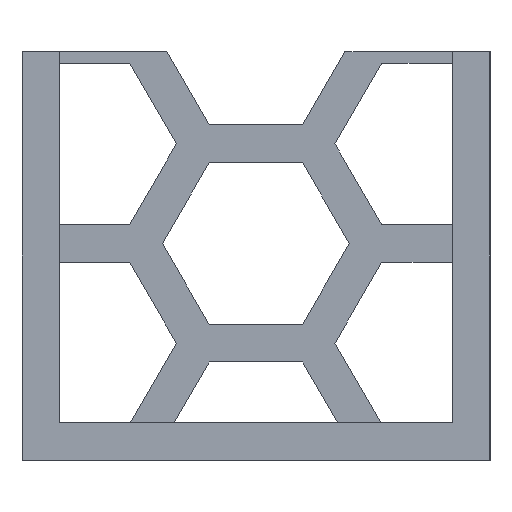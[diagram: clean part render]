
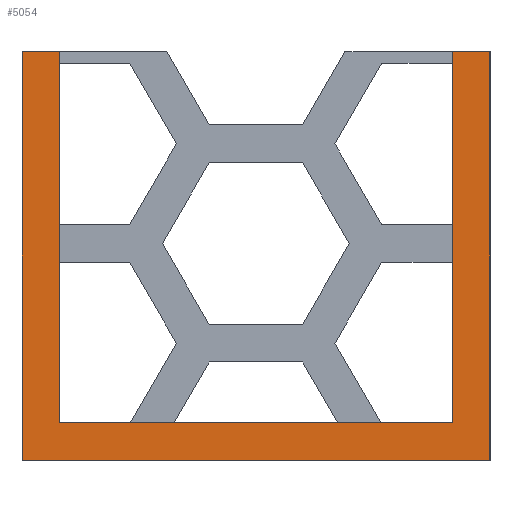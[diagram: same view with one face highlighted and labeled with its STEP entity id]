
A CAD part, left-side view. The second image highlights one B-rep face of the part: STEP entity #5054.
In plain terms, the highlighted planar face has unit normal (-1, 0, 0).
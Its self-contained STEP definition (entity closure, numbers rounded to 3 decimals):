
#2646=CARTESIAN_POINT('',(721.05,-104.255,-17.));
#2647=VERTEX_POINT('',#2646);
#2654=CARTESIAN_POINT('',(721.05,-146.255,-17.));
#2655=VERTEX_POINT('',#2654);
#2656=CARTESIAN_POINT('',(721.05,-104.255,-17.));
#2657=DIRECTION('',(0.,-1.,0.));
#2658=VECTOR('',#2657,42.);
#2659=LINE('',#2656,#2658);
#2660=EDGE_CURVE('',#2647,#2655,#2659,.T.);
#3952=CARTESIAN_POINT('',(721.05,-100.255,-21.));
#3953=VERTEX_POINT('',#3952);
#3960=CARTESIAN_POINT('',(721.05,-150.255,-21.));
#3961=VERTEX_POINT('',#3960);
#3968=CARTESIAN_POINT('',(721.05,-100.255,-21.));
#3969=DIRECTION('',(0.,-1.,0.));
#3970=VECTOR('',#3969,50.);
#3971=LINE('',#3968,#3970);
#3972=EDGE_CURVE('',#3953,#3961,#3971,.T.);
#4716=CARTESIAN_POINT('',(721.05,-100.255,22.65));
#4717=VERTEX_POINT('',#4716);
#4718=CARTESIAN_POINT('',(721.05,-100.255,22.65));
#4719=DIRECTION('',(0.,-0.,-1.));
#4720=VECTOR('',#4719,43.65);
#4721=LINE('',#4718,#4720);
#4722=EDGE_CURVE('',#4717,#3953,#4721,.T.);
#4970=CARTESIAN_POINT('',(721.05,-104.255,22.65));
#4971=VERTEX_POINT('',#4970);
#4980=CARTESIAN_POINT('',(721.05,-104.255,22.65));
#4981=DIRECTION('',(0.,-0.,-1.));
#4982=VECTOR('',#4981,39.65);
#4983=LINE('',#4980,#4982);
#4984=EDGE_CURVE('',#4971,#2647,#4983,.T.);
#5015=CARTESIAN_POINT('',(721.05,-100.255,103.));
#5016=DIRECTION('',(-1.,0.,0.));
#5017=DIRECTION('',(0.,-1.,0.));
#5018=AXIS2_PLACEMENT_3D('',#5015,#5016,#5017);
#5019=PLANE('',#5018);
#5020=CARTESIAN_POINT('',(721.05,-150.255,22.65));
#5021=VERTEX_POINT('',#5020);
#5022=CARTESIAN_POINT('',(721.05,-150.255,-21.));
#5023=DIRECTION('',(0.,0.,1.));
#5024=VECTOR('',#5023,43.65);
#5025=LINE('',#5022,#5024);
#5026=EDGE_CURVE('',#3961,#5021,#5025,.T.);
#5027=ORIENTED_EDGE('',*,*,#5026,.T.);
#5028=CARTESIAN_POINT('',(721.05,-146.255,22.65));
#5029=VERTEX_POINT('',#5028);
#5030=CARTESIAN_POINT('',(721.05,-150.255,22.65));
#5031=DIRECTION('',(0.,1.,0.));
#5032=VECTOR('',#5031,4.);
#5033=LINE('',#5030,#5032);
#5034=EDGE_CURVE('',#5021,#5029,#5033,.T.);
#5035=ORIENTED_EDGE('',*,*,#5034,.T.);
#5036=CARTESIAN_POINT('',(721.05,-146.255,-17.));
#5037=DIRECTION('',(0.,0.,1.));
#5038=VECTOR('',#5037,39.65);
#5039=LINE('',#5036,#5038);
#5040=EDGE_CURVE('',#2655,#5029,#5039,.T.);
#5041=ORIENTED_EDGE('',*,*,#5040,.F.);
#5042=ORIENTED_EDGE('',*,*,#2660,.F.);
#5043=ORIENTED_EDGE('',*,*,#4984,.F.);
#5044=CARTESIAN_POINT('',(721.05,-104.255,22.65));
#5045=DIRECTION('',(0.,1.,0.));
#5046=VECTOR('',#5045,4.);
#5047=LINE('',#5044,#5046);
#5048=EDGE_CURVE('',#4971,#4717,#5047,.T.);
#5049=ORIENTED_EDGE('',*,*,#5048,.T.);
#5050=ORIENTED_EDGE('',*,*,#4722,.T.);
#5051=ORIENTED_EDGE('',*,*,#3972,.T.);
#5052=EDGE_LOOP('',(#5027,#5035,#5041,#5042,#5043,#5049,#5050,#5051));
#5053=FACE_BOUND('',#5052,.T.);
#5054=ADVANCED_FACE('',(#5053),#5019,.T.);
